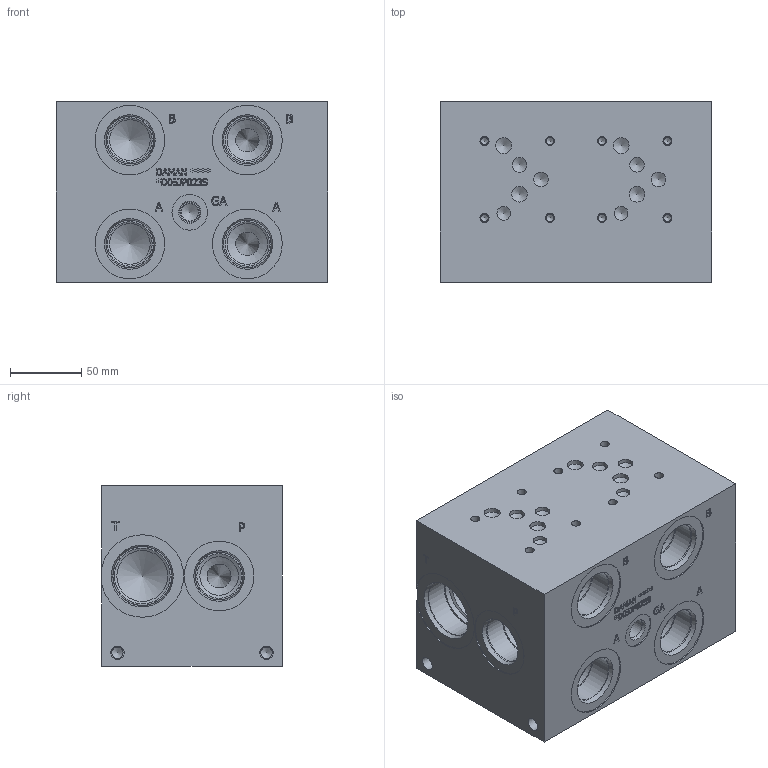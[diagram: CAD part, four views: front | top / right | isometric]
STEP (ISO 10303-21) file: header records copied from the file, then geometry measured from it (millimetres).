
FILE_DESCRIPTION(/* description */ (''),/* implementation_level */ '2;1');
FILE_NAME(/* name */ '_D05JP023S.stp',/* time_stamp */ '2022-10-20T10:51:43-04:00',/* author */ ('mikeh'),/* organization */ (''),/* preprocessor_version */ 'ST-DEVELOPER v18',/* originating_system */ 'Autodesk Inventor 2020',/* authorisation */ '');
FILE_SCHEMA (('AUTOMOTIVE_DESIGN { 1 0 10303 214 3 1 1 }'));
Length unit declared in the file: millimetre
Products named in the file (1): Part_AD05JP023S_3D
Bounding box: 190.5 x 127 x 127 mm (x, y, z)
Volume: 2775331.3 mm3; surface area: 168548.4 mm2
Topology: 1 solids, 1 shells, 676 faces, 1839 edges, 1238 vertices
Faces by surface type: plane 360, bspline 170, cylinder 82, cone 64
Full cylindrical faces by diameter (mm): 5.105 x8, 6.35 x8, 7.925 x4, 9.525 x6, 10.312 x4, 11.125 x4, 12.294 x1, 12.9 x1, 14.275 x1, 14.529 x1, 25.019 x1, 27 x2, 28.575 x4, 31.267 x6, 33.34 x5, 33.35 x1, 33.757 x6, 35.509 x3, 35.712 x2, 39.218 x2, 41.275 x1, 41.28 x1, 41.758 x1, 43.51 x1, 48.971 x6
Entity records: 22595 total; most frequent: CARTESIAN_POINT 5933, ORIENTED_EDGE 3616, DIRECTION 2779, EDGE_CURVE 1808, VERTEX_POINT 1238, LINE 1171, VECTOR 1171, AXIS2_PLACEMENT_3D 804
